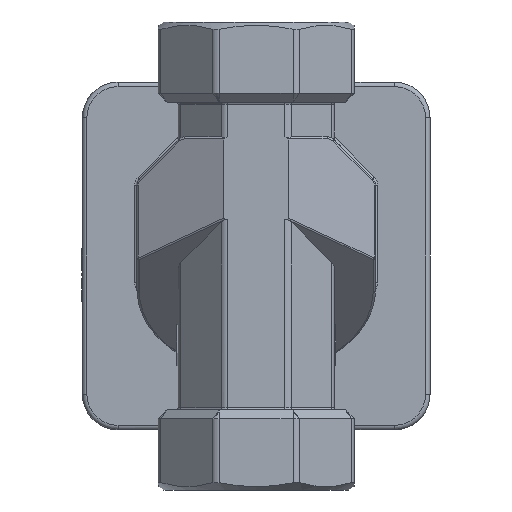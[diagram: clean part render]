
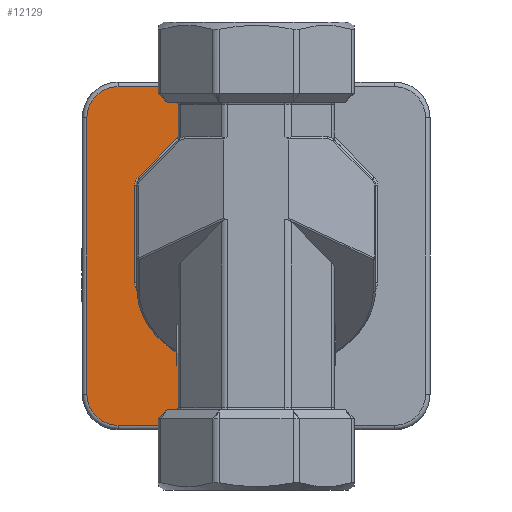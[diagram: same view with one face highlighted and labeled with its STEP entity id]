
A CAD part, front view. The second image highlights one B-rep face of the part: STEP entity #12129.
In plain terms, the highlighted planar face has unit normal (0, -1, 0).
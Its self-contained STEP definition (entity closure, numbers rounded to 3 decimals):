
#354=B_SPLINE_CURVE_WITH_KNOTS('',3,(#18799,#18800,#18801,#18802),
 .UNSPECIFIED.,.F.,.F.,(4,4),(-0.107,0.067),
 .UNSPECIFIED.);
#355=B_SPLINE_CURVE_WITH_KNOTS('',3,(#18852,#18853,#18854,#18855,#18856,
#18857,#18858,#18859),.UNSPECIFIED.,.F.,.F.,(4,1,1,1,1,4),(-4.829,
-3.382,-3.015,-2.648,-2.464,
-2.281),.UNSPECIFIED.);
#357=B_SPLINE_CURVE_WITH_KNOTS('',3,(#18951,#18952,#18953,#18954,#18955),
 .UNSPECIFIED.,.F.,.F.,(4,1,4),(-0.286,-0.163,-0.023),
 .UNSPECIFIED.);
#522=ELLIPSE('',#12996,0.707,0.5);
#523=ELLIPSE('',#13005,0.707,0.5);
#633=LINE('',#17473,#1522);
#657=LINE('',#17691,#1546);
#764=LINE('',#18141,#1653);
#767=LINE('',#18148,#1656);
#796=LINE('',#18219,#1685);
#812=LINE('',#18263,#1701);
#822=LINE('',#18321,#1711);
#850=LINE('',#18772,#1739);
#851=LINE('',#18908,#1740);
#852=LINE('',#18916,#1741);
#853=LINE('',#18924,#1742);
#944=LINE('',#19643,#1833);
#945=LINE('',#19647,#1834);
#946=LINE('',#19650,#1835);
#1522=VECTOR('',#14100,10.);
#1546=VECTOR('',#14158,10.);
#1653=VECTOR('',#14453,10.);
#1656=VECTOR('',#14458,10.);
#1685=VECTOR('',#14537,10.);
#1701=VECTOR('',#14579,10.);
#1711=VECTOR('',#14657,10.);
#1739=VECTOR('',#14837,10.);
#1740=VECTOR('',#14842,10.);
#1741=VECTOR('',#14853,10.);
#1742=VECTOR('',#14864,10.);
#1833=VECTOR('',#15271,10.);
#1834=VECTOR('',#15274,10.);
#1835=VECTOR('',#15277,10.);
#2703=PLANE('',#13249);
#3156=FACE_OUTER_BOUND('',#3894,.T.);
#3894=EDGE_LOOP('',(#8932,#8933,#8934,#8935,#8936,#8937,#8938,#8939,#8940,
#8941,#8942,#8943,#8944,#8945,#8946,#8947,#8948,#8949,#8950,#8951,#8952,
#8953,#8954));
#4512=CIRCLE('',#13084,2.5);
#4515=CIRCLE('',#13089,2.5);
#4593=CIRCLE('',#13250,7.);
#4594=CIRCLE('',#13251,7.);
#4961=VERTEX_POINT('',#17459);
#4962=VERTEX_POINT('',#17472);
#5003=VERTEX_POINT('',#17679);
#5007=VERTEX_POINT('',#17689);
#5127=VERTEX_POINT('',#18140);
#5128=VERTEX_POINT('',#18144);
#5130=VERTEX_POINT('',#18147);
#5147=VERTEX_POINT('',#18218);
#5162=VERTEX_POINT('',#18261);
#5164=VERTEX_POINT('',#18294);
#5177=VERTEX_POINT('',#18323);
#5209=VERTEX_POINT('',#18770);
#5210=VERTEX_POINT('',#18797);
#5211=VERTEX_POINT('',#18851);
#5212=VERTEX_POINT('',#18907);
#5213=VERTEX_POINT('',#18911);
#5214=VERTEX_POINT('',#18915);
#5215=VERTEX_POINT('',#18919);
#5216=VERTEX_POINT('',#18923);
#5333=VERTEX_POINT('',#19642);
#5334=VERTEX_POINT('',#19644);
#5335=VERTEX_POINT('',#19646);
#5336=VERTEX_POINT('',#19648);
#6037=EDGE_CURVE('',#4962,#4961,#633,.T.);
#6091=EDGE_CURVE('',#5003,#5007,#657,.T.);
#6264=EDGE_CURVE('',#5003,#5127,#764,.F.);
#6267=EDGE_CURVE('',#5130,#5128,#767,.T.);
#6303=EDGE_CURVE('',#5147,#5128,#796,.F.);
#6325=EDGE_CURVE('',#5147,#5162,#812,.T.);
#6340=EDGE_CURVE('',#5162,#4962,#522,.T.);
#6355=EDGE_CURVE('',#5164,#5127,#822,.T.);
#6356=EDGE_CURVE('',#5177,#5164,#523,.T.);
#6436=EDGE_CURVE('',#5209,#5177,#850,.T.);
#6438=EDGE_CURVE('',#5210,#4961,#354,.T.);
#6439=EDGE_CURVE('',#5211,#5210,#355,.T.);
#6441=EDGE_CURVE('',#5209,#5212,#851,.T.);
#6443=EDGE_CURVE('',#5212,#5213,#4512,.T.);
#6445=EDGE_CURVE('',#5213,#5214,#852,.T.);
#6447=EDGE_CURVE('',#5214,#5215,#4515,.T.);
#6449=EDGE_CURVE('',#5215,#5216,#853,.T.);
#6451=EDGE_CURVE('',#5216,#5211,#357,.T.);
#6643=EDGE_CURVE('',#5333,#5007,#944,.T.);
#6644=EDGE_CURVE('',#5334,#5333,#4593,.T.);
#6645=EDGE_CURVE('',#5335,#5334,#945,.T.);
#6646=EDGE_CURVE('',#5336,#5335,#4594,.T.);
#6647=EDGE_CURVE('',#5130,#5336,#946,.T.);
#8932=ORIENTED_EDGE('',*,*,#6643,.F.);
#8933=ORIENTED_EDGE('',*,*,#6644,.F.);
#8934=ORIENTED_EDGE('',*,*,#6645,.F.);
#8935=ORIENTED_EDGE('',*,*,#6646,.F.);
#8936=ORIENTED_EDGE('',*,*,#6647,.F.);
#8937=ORIENTED_EDGE('',*,*,#6267,.T.);
#8938=ORIENTED_EDGE('',*,*,#6303,.F.);
#8939=ORIENTED_EDGE('',*,*,#6325,.T.);
#8940=ORIENTED_EDGE('',*,*,#6340,.T.);
#8941=ORIENTED_EDGE('',*,*,#6037,.T.);
#8942=ORIENTED_EDGE('',*,*,#6438,.F.);
#8943=ORIENTED_EDGE('',*,*,#6439,.F.);
#8944=ORIENTED_EDGE('',*,*,#6451,.F.);
#8945=ORIENTED_EDGE('',*,*,#6449,.F.);
#8946=ORIENTED_EDGE('',*,*,#6447,.F.);
#8947=ORIENTED_EDGE('',*,*,#6445,.F.);
#8948=ORIENTED_EDGE('',*,*,#6443,.F.);
#8949=ORIENTED_EDGE('',*,*,#6441,.F.);
#8950=ORIENTED_EDGE('',*,*,#6436,.T.);
#8951=ORIENTED_EDGE('',*,*,#6356,.T.);
#8952=ORIENTED_EDGE('',*,*,#6355,.T.);
#8953=ORIENTED_EDGE('',*,*,#6264,.F.);
#8954=ORIENTED_EDGE('',*,*,#6091,.T.);
#12129=ADVANCED_FACE('',(#3156),#2703,.F.);
#12996=AXIS2_PLACEMENT_3D('',#18291,#14633,#14634);
#13005=AXIS2_PLACEMENT_3D('',#18324,#14660,#14661);
#13084=AXIS2_PLACEMENT_3D('',#18912,#14847,#14848);
#13089=AXIS2_PLACEMENT_3D('',#18920,#14858,#14859);
#13249=AXIS2_PLACEMENT_3D('',#19641,#15269,#15270);
#13250=AXIS2_PLACEMENT_3D('',#19645,#15272,#15273);
#13251=AXIS2_PLACEMENT_3D('',#19649,#15275,#15276);
#14100=DIRECTION('',(0.,0.,1.));
#14158=DIRECTION('',(0.,0.,1.));
#14453=DIRECTION('',(-0.816,0.,0.577));
#14458=DIRECTION('',(0.,0.,1.));
#14537=DIRECTION('',(0.816,0.,0.577));
#14579=DIRECTION('',(1.,0.,0.));
#14633=DIRECTION('center_axis',(0.,-1.,0.));
#14634=DIRECTION('ref_axis',(1.,0.,0.));
#14657=DIRECTION('',(-1.,0.,0.));
#14660=DIRECTION('center_axis',(0.,-1.,0.));
#14661=DIRECTION('ref_axis',(1.,0.,0.));
#14837=DIRECTION('',(0.,0.,1.));
#14842=DIRECTION('',(-1.,0.,0.));
#14847=DIRECTION('center_axis',(0.,-1.,0.));
#14848=DIRECTION('ref_axis',(-0.383,0.,0.924));
#14853=DIRECTION('',(-0.707,0.,-0.707));
#14858=DIRECTION('center_axis',(0.,-1.,0.));
#14859=DIRECTION('ref_axis',(-0.924,0.,0.383));
#14864=DIRECTION('',(0.,0.,-1.));
#15269=DIRECTION('center_axis',(0.,1.,0.));
#15270=DIRECTION('ref_axis',(0.,0.,1.));
#15271=DIRECTION('',(1.,0.,0.));
#15272=DIRECTION('center_axis',(0.,1.,0.));
#15273=DIRECTION('ref_axis',(-0.707,0.,0.707));
#15274=DIRECTION('',(0.,0.,1.));
#15275=DIRECTION('center_axis',(0.,1.,0.));
#15276=DIRECTION('ref_axis',(-0.707,0.,-0.707));
#15277=DIRECTION('',(-1.,0.,0.));
#17459=CARTESIAN_POINT('',(-7.249,17.5,-26.396));
#17472=CARTESIAN_POINT('',(-7.249,17.5,-34.));
#17473=CARTESIAN_POINT('',(-7.249,17.5,0.));
#17679=CARTESIAN_POINT('',(-13.613,17.5,36.5));
#17689=CARTESIAN_POINT('',(-13.613,17.5,38.));
#17691=CARTESIAN_POINT('',(-13.613,17.5,26.25));
#18140=CARTESIAN_POINT('',(-10.784,17.5,34.5));
#18141=CARTESIAN_POINT('',(-1.722,17.5,28.092));
#18144=CARTESIAN_POINT('',(-13.613,17.5,-36.5));
#18147=CARTESIAN_POINT('',(-13.613,17.5,-38.));
#18148=CARTESIAN_POINT('',(-13.613,17.5,-26.25));
#18218=CARTESIAN_POINT('',(-10.784,17.5,-34.5));
#18219=CARTESIAN_POINT('',(0.425,17.5,-26.574));
#18261=CARTESIAN_POINT('',(-7.956,17.5,-34.5));
#18263=CARTESIAN_POINT('',(0.,17.5,-34.5));
#18291=CARTESIAN_POINT('Origin',(-7.956,17.5,-34.));
#18294=CARTESIAN_POINT('',(-7.956,17.5,34.5));
#18321=CARTESIAN_POINT('',(0.,17.5,34.5));
#18323=CARTESIAN_POINT('',(-7.249,17.5,34.));
#18324=CARTESIAN_POINT('Origin',(-7.956,17.5,34.));
#18770=CARTESIAN_POINT('',(-7.249,17.5,27.25));
#18772=CARTESIAN_POINT('',(-7.249,17.5,0.));
#18797=CARTESIAN_POINT('',(-8.909,17.5,-25.887));
#18799=CARTESIAN_POINT('Ctrl Pts',(-8.909,17.5,-25.887));
#18800=CARTESIAN_POINT('Ctrl Pts',(-8.371,17.5,-26.102));
#18801=CARTESIAN_POINT('Ctrl Pts',(-7.813,17.5,-26.265));
#18802=CARTESIAN_POINT('Ctrl Pts',(-7.249,17.5,-26.396));
#18851=CARTESIAN_POINT('',(-25.994,17.5,-8.183));
#18852=CARTESIAN_POINT('Ctrl Pts',(-25.994,17.5,-8.183));
#18853=CARTESIAN_POINT('Ctrl Pts',(-24.547,17.5,-12.784));
#18854=CARTESIAN_POINT('Ctrl Pts',(-21.169,17.5,-18.055));
#18855=CARTESIAN_POINT('Ctrl Pts',(-15.452,17.5,-22.57));
#18856=CARTESIAN_POINT('Ctrl Pts',(-12.821,17.5,-24.144));
#18857=CARTESIAN_POINT('Ctrl Pts',(-10.606,17.5,-25.197));
#18858=CARTESIAN_POINT('Ctrl Pts',(-9.481,17.5,-25.658));
#18859=CARTESIAN_POINT('Ctrl Pts',(-8.909,17.5,-25.887));
#18907=CARTESIAN_POINT('',(-15.909,17.5,27.25));
#18908=CARTESIAN_POINT('',(8.369,17.5,27.25));
#18911=CARTESIAN_POINT('',(-17.676,17.5,26.518));
#18912=CARTESIAN_POINT('Origin',(-15.909,17.5,24.75));
#18915=CARTESIAN_POINT('',(-26.518,17.5,17.676));
#18916=CARTESIAN_POINT('',(-19.594,17.5,24.6));
#18919=CARTESIAN_POINT('',(-27.25,17.5,15.909));
#18920=CARTESIAN_POINT('Origin',(-24.75,17.5,15.909));
#18923=CARTESIAN_POINT('',(-27.25,17.5,-6.015));
#18924=CARTESIAN_POINT('',(-27.25,17.5,8.369));
#18951=CARTESIAN_POINT('Ctrl Pts',(-27.25,17.5,-6.015));
#18952=CARTESIAN_POINT('Ctrl Pts',(-27.25,17.5,-6.423));
#18953=CARTESIAN_POINT('Ctrl Pts',(-27.032,17.5,-7.298));
#18954=CARTESIAN_POINT('Ctrl Pts',(-26.398,17.5,-7.95));
#18955=CARTESIAN_POINT('Ctrl Pts',(-25.994,17.5,-8.183));
#19641=CARTESIAN_POINT('Origin',(0.,17.5,0.));
#19642=CARTESIAN_POINT('',(-31.,17.5,38.));
#19643=CARTESIAN_POINT('',(-19.5,17.5,38.));
#19644=CARTESIAN_POINT('',(-38.,17.5,31.));
#19645=CARTESIAN_POINT('Origin',(-31.,17.5,31.));
#19646=CARTESIAN_POINT('',(-38.,17.5,-31.));
#19647=CARTESIAN_POINT('',(-38.,17.5,-19.5));
#19648=CARTESIAN_POINT('',(-31.,17.5,-38.));
#19649=CARTESIAN_POINT('Origin',(-31.,17.5,-31.));
#19650=CARTESIAN_POINT('',(19.5,17.5,-38.));
